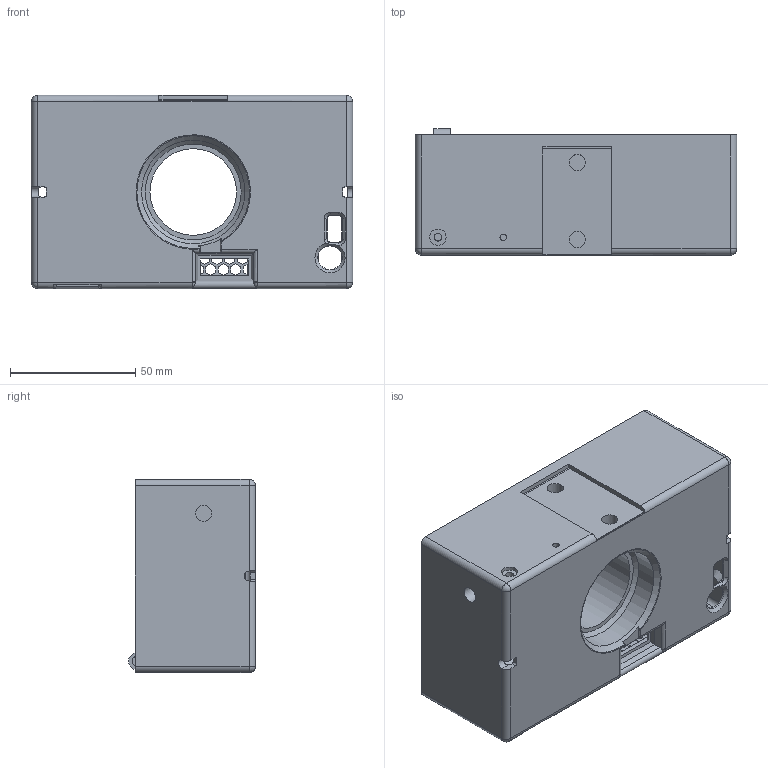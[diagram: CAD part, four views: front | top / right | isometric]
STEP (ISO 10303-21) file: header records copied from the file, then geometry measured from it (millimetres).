
FILE_DESCRIPTION(/* description */ (''),/* implementation_level */ '2;1');
FILE_NAME(/* name */ 'main body.step',/* time_stamp */ '2021-01-13T20:10:40+01:00',/* author */ (''),/* organization */ (''),/* preprocessor_version */ 'ST-DEVELOPER v18.1',/* originating_system */ 'Autodesk Translation Framework v9.7.1.1290',/* authorisation */ '');
FILE_SCHEMA (('AUTOMOTIVE_DESIGN { 1 0 10303 214 3 1 1 }'));
Length unit declared in the file: millimetre
Products named in the file (1): main body
Bounding box: 128 x 50.49 x 77 mm (x, y, z)
Volume: 117059.4 mm3; surface area: 87671.5 mm2
Topology: 1 solids, 1 shells, 1145 faces, 3233 edges, 2129 vertices
Faces by surface type: plane 695, bspline 221, cylinder 188, cone 17, torus 13, sphere 11
Full cylindrical faces by diameter (mm): 1.623 x10, 1.8 x2, 2 x1, 2.074 x4, 2.5 x8, 2.6 x1, 3.1 x1, 3.5 x3, 3.6 x6, 4.2 x1, 6.4 x4, 6.5 x3, 7.5 x1, 12.5 x1, 14.247 x1, 34.504 x1, 41.2 x2
Entity records: 42232 total; most frequent: CARTESIAN_POINT 13708, ORIENTED_EDGE 6466, DIRECTION 4961, EDGE_CURVE 3233, LINE 2211, VECTOR 2211, VERTEX_POINT 2129, AXIS2_PLACEMENT_3D 1375
